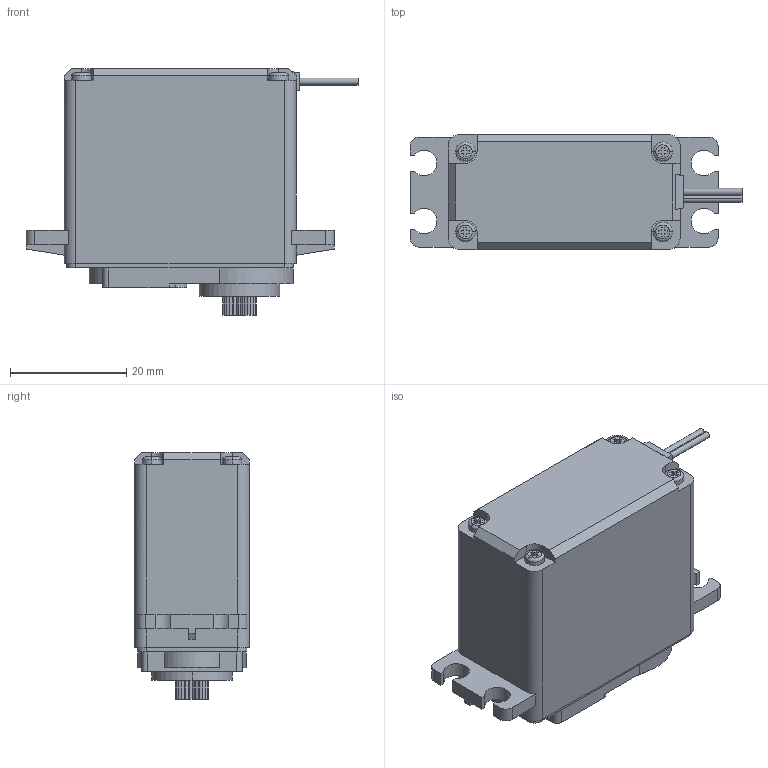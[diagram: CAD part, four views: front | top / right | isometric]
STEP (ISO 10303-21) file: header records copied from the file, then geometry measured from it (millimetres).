
FILE_DESCRIPTION (( 'STEP AP214' ), '1' );
FILE_NAME ('44298_TXP-DC Servo Motor.STEP', '2018-07-30T19:13:44', ( '' ), ( '' ), 'SwSTEP 2.0', 'SolidWorks 2016', '' );
FILE_SCHEMA (( 'AUTOMOTIVE_DESIGN' ));
Length unit declared in the file: millimetre
Products named in the file (1): 44298_TXP-DC Servo Motor
Bounding box: 57.22 x 19.82 x 42.52 mm (x, y, z)
Volume: 29440.1 mm3; surface area: 6722.6 mm2
Topology: 1 solids, 1 shells, 234 faces, 642 edges, 424 vertices
Faces by surface type: plane 180, cylinder 46, bspline 8
Entity records: 10044 total; most frequent: CARTESIAN_POINT 1443, ORIENTED_EDGE 1280, DIRECTION 1194, EDGE_CURVE 640, VECTOR 524, LINE 524, VERTEX_POINT 424, AXIS2_PLACEMENT_3D 335
